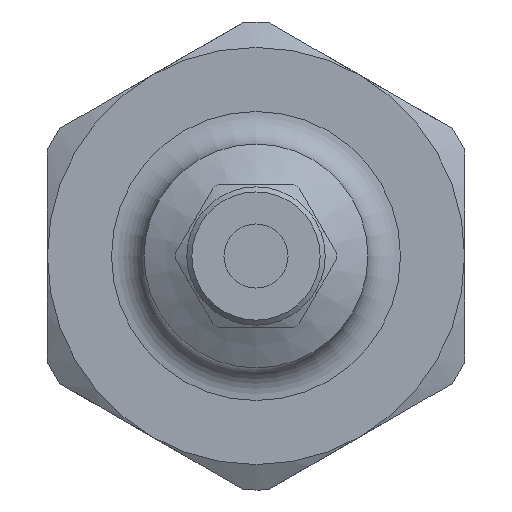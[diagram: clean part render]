
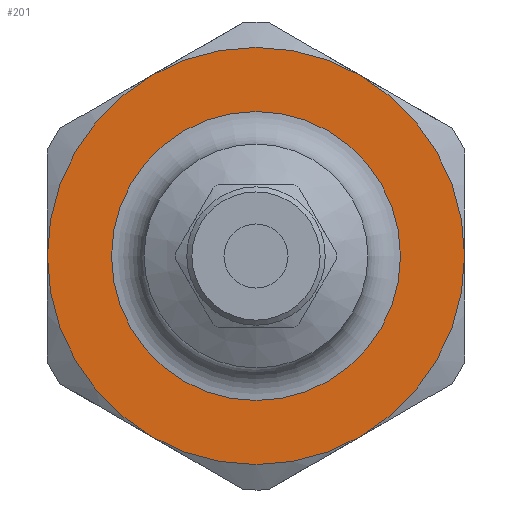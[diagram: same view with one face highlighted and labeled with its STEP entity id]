
A CAD part, front view. The second image highlights one B-rep face of the part: STEP entity #201.
In plain terms, the highlighted planar face has unit normal (0, -1, 0).
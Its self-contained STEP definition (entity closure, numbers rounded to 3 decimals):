
#201 = ADVANCED_FACE( '', ( #449, #450 ), #451, .T. );
#449 = FACE_BOUND( '', #734, .T. );
#450 = FACE_OUTER_BOUND( '', #735, .T. );
#451 = PLANE( '', #736 );
#734 = EDGE_LOOP( '', ( #1203 ) );
#735 = EDGE_LOOP( '', ( #1204, #1205, #1206, #1207, #1208, #1209 ) );
#736 = AXIS2_PLACEMENT_3D( '', #1210, #1211, #1212 );
#1203 = ORIENTED_EDGE( '', *, *, #1459, .T. );
#1204 = ORIENTED_EDGE( '', *, *, #1592, .T. );
#1205 = ORIENTED_EDGE( '', *, *, #1593, .T. );
#1206 = ORIENTED_EDGE( '', *, *, #1594, .T. );
#1207 = ORIENTED_EDGE( '', *, *, #1595, .T. );
#1208 = ORIENTED_EDGE( '', *, *, #1461, .T. );
#1209 = ORIENTED_EDGE( '', *, *, #1596, .T. );
#1210 = CARTESIAN_POINT( '', ( 0., -13.9, 20.5 ) );
#1211 = DIRECTION( '', ( 0., -1., 0. ) );
#1212 = DIRECTION( '', ( 0., 0., 1. ) );
#1459 = EDGE_CURVE( '', #1696, #1696, #1697, .F. );
#1461 = EDGE_CURVE( '', #1699, #1661, #1700, .T. );
#1592 = EDGE_CURVE( '', #1799, #1837, #1896, .T. );
#1593 = EDGE_CURVE( '', #1837, #1897, #1898, .T. );
#1594 = EDGE_CURVE( '', #1897, #1899, #1900, .T. );
#1595 = EDGE_CURVE( '', #1899, #1699, #1901, .T. );
#1596 = EDGE_CURVE( '', #1661, #1799, #1902, .T. );
#1661 = VERTEX_POINT( '', #1991 );
#1696 = VERTEX_POINT( '', #2062 );
#1697 = CIRCLE( '', #2063, 14.2 );
#1699 = VERTEX_POINT( '', #2065 );
#1700 = CIRCLE( '', #2066, 20.5 );
#1799 = VERTEX_POINT( '', #2248 );
#1837 = VERTEX_POINT( '', #2315 );
#1896 = CIRCLE( '', #2428, 20.5 );
#1897 = VERTEX_POINT( '', #2429 );
#1898 = CIRCLE( '', #2430, 20.5 );
#1899 = VERTEX_POINT( '', #2431 );
#1900 = CIRCLE( '', #2432, 20.5 );
#1901 = CIRCLE( '', #2433, 20.5 );
#1902 = CIRCLE( '', #2434, 20.5 );
#1991 = CARTESIAN_POINT( '', ( 10.25, -13.9, 17.754 ) );
#2062 = CARTESIAN_POINT( '', ( 0., -13.9, 14.2 ) );
#2063 = AXIS2_PLACEMENT_3D( '', #2599, #2600, #2601 );
#2065 = CARTESIAN_POINT( '', ( 20.5, -13.9, 0. ) );
#2066 = AXIS2_PLACEMENT_3D( '', #2602, #2603, #2604 );
#2248 = CARTESIAN_POINT( '', ( -10.25, -13.9, 17.754 ) );
#2315 = CARTESIAN_POINT( '', ( -20.5, -13.9, 0. ) );
#2428 = AXIS2_PLACEMENT_3D( '', #2780, #2781, #2782 );
#2429 = CARTESIAN_POINT( '', ( -10.25, -13.9, -17.754 ) );
#2430 = AXIS2_PLACEMENT_3D( '', #2783, #2784, #2785 );
#2431 = CARTESIAN_POINT( '', ( 10.25, -13.9, -17.754 ) );
#2432 = AXIS2_PLACEMENT_3D( '', #2786, #2787, #2788 );
#2433 = AXIS2_PLACEMENT_3D( '', #2789, #2790, #2791 );
#2434 = AXIS2_PLACEMENT_3D( '', #2792, #2793, #2794 );
#2599 = CARTESIAN_POINT( '', ( 0., -13.9, 0. ) );
#2600 = DIRECTION( '', ( 0., -1., 0. ) );
#2601 = DIRECTION( '', ( 0., 0., 1. ) );
#2602 = CARTESIAN_POINT( '', ( 0., -13.9, 0. ) );
#2603 = DIRECTION( '', ( 0., -1., 0. ) );
#2604 = DIRECTION( '', ( 0., 0., 1. ) );
#2780 = CARTESIAN_POINT( '', ( 0., -13.9, 0. ) );
#2781 = DIRECTION( '', ( 0., -1., 0. ) );
#2782 = DIRECTION( '', ( 0., 0., 1. ) );
#2783 = CARTESIAN_POINT( '', ( 0., -13.9, 0. ) );
#2784 = DIRECTION( '', ( 0., -1., 0. ) );
#2785 = DIRECTION( '', ( 0., 0., 1. ) );
#2786 = CARTESIAN_POINT( '', ( 0., -13.9, 0. ) );
#2787 = DIRECTION( '', ( 0., -1., 0. ) );
#2788 = DIRECTION( '', ( 0., 0., 1. ) );
#2789 = CARTESIAN_POINT( '', ( 0., -13.9, 0. ) );
#2790 = DIRECTION( '', ( 0., -1., 0. ) );
#2791 = DIRECTION( '', ( 0., 0., 1. ) );
#2792 = CARTESIAN_POINT( '', ( 0., -13.9, 0. ) );
#2793 = DIRECTION( '', ( 0., -1., 0. ) );
#2794 = DIRECTION( '', ( 0., 0., 1. ) );
